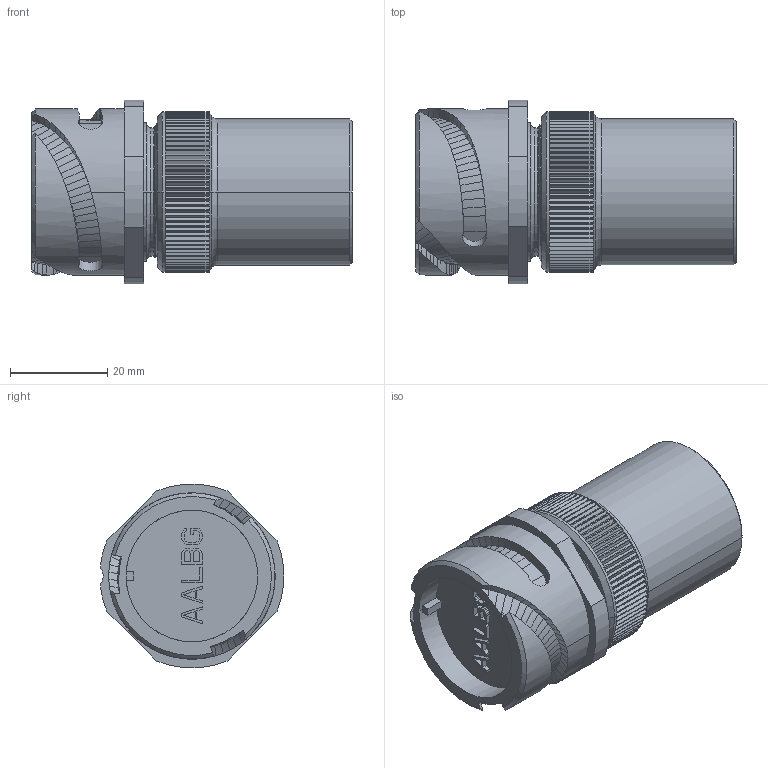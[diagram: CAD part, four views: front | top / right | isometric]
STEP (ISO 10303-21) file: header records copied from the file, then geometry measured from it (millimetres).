
FILE_DESCRIPTION((''),'2;1');
FILE_NAME('VG95234_3101PGPM-20_SW0001','2023-03-22T12:51:24',('paultorloting'),('NET AG system integration'),'CREO PARAMETRIC BY PTC INC, 2021404','CREO PARAMETRIC BY PTC INC, 2021404','');
FILE_SCHEMA(('AUTOMOTIVE_DESIGN { 1 0 10303 214 1 1 1 1 }'));
Length unit declared in the file: millimetre
Products named in the file (1): VG95234_3101PGPM-20_SW0001
Bounding box: 65.81 x 37.65 x 37.68 mm (x, y, z)
Volume: 46603.7 mm3; surface area: 11155.1 mm2
Topology: 1 solids, 1 shells, 883 faces, 2249 edges, 1392 vertices
Faces by surface type: plane 628, bspline 208, cylinder 27, cone 14, torus 6
Entity records: 35062 total; most frequent: CARTESIAN_POINT 10093, ORIENTED_EDGE 4498, DIRECTION 3619, EDGE_CURVE 2249, VECTOR 1564, LINE 1564, VERTEX_POINT 1392, AXIS2_PLACEMENT_3D 1026
